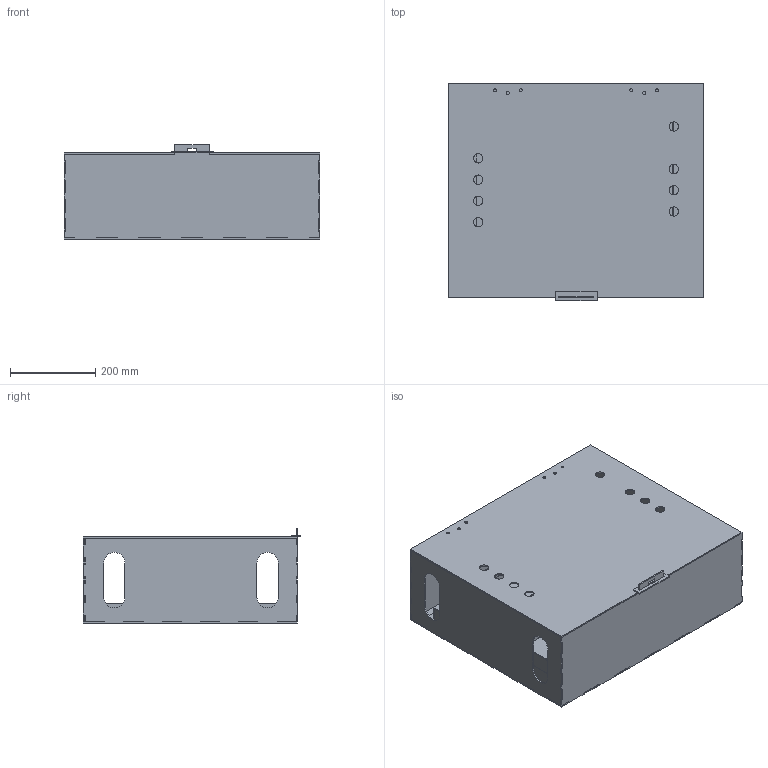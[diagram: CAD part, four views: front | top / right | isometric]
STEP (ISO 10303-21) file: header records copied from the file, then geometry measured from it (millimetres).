
FILE_DESCRIPTION (( 'STEP AP203' ), '1' );
FILE_NAME ('Caja.STEP', '2024-08-20T20:37:54', ( '' ), ( '' ), 'SwSTEP 2.0', 'SolidWorks 2024', '' );
FILE_SCHEMA (( 'CONFIG_CONTROL_DESIGN' ));
Length unit declared in the file: millimetre
Products named in the file (11): lado_izq; canaleta; Refuerzo bisagra; Lado_sup; Lado_inf; Tapa; Caja; seguro; platina; soporte; Fondo
Assembly tree (20 placements, depth 2):
  Caja
    Fondo
    Lado_sup  x2
    lado_izq  x2
    Tapa
    Refuerzo bisagra  x4
    Lado_inf
    seguro
    platina
    soporte  x2
    canaleta  x5
Bounding box: 600 x 511 x 222 mm (x, y, z)
Volume: 4457651.3 mm3; surface area: 3331608 mm2
Topology: 20 solids, 20 shells, 1260 faces, 3660 edges, 2440 vertices
Faces by surface type: plane 792, cylinder 468
Entity records: 29648 total; most frequent: CARTESIAN_POINT 4921, ORIENTED_EDGE 4878, DIRECTION 4781, EDGE_CURVE 2439, VECTOR 1809, LINE 1809, VERTEX_POINT 1626, AXIS2_PLACEMENT_3D 1486
